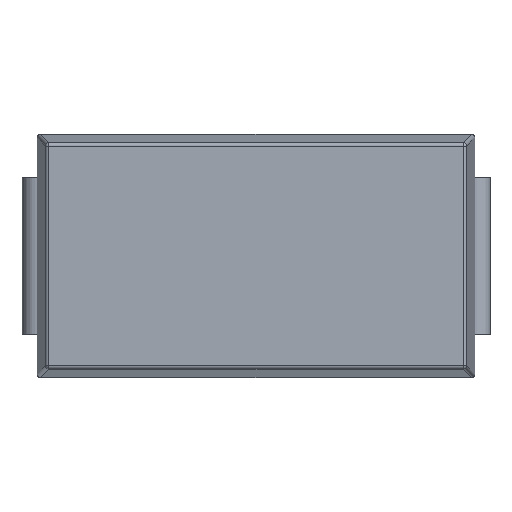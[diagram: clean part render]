
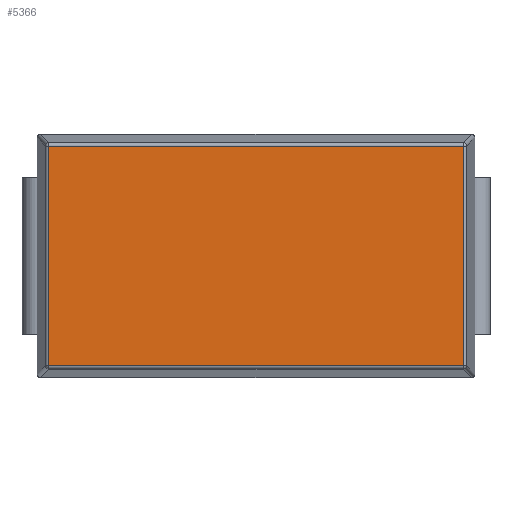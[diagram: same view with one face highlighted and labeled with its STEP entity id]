
A CAD part, top view. The second image highlights one B-rep face of the part: STEP entity #5366.
In plain terms, the highlighted planar face has unit normal (0, 0, 1).
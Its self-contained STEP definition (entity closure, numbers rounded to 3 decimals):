
#4506 = CYLINDRICAL_SURFACE('',#4507,0.05);
#4507 = AXIS2_PLACEMENT_3D('',#4508,#4509,#4510);
#4508 = CARTESIAN_POINT('',(0.123,0.169,2.5));
#4509 = DIRECTION('',(1.,0.,0.));
#4510 = DIRECTION('',(0.,-0.995,0.105));
#4789 = CYLINDRICAL_SURFACE('',#4790,0.05);
#4790 = AXIS2_PLACEMENT_3D('',#4791,#4792,#4793);
#4791 = CARTESIAN_POINT('',(0.123,3.331,2.5));
#4792 = DIRECTION('',(1.,0.,0.));
#4793 = DIRECTION('',(0.,0.995,0.105));
#4968 = VERTEX_POINT('',#4969);
#4969 = CARTESIAN_POINT('',(0.169,0.169,2.55));
#4991 = EDGE_CURVE('',#4968,#4992,#4994,.T.);
#4992 = VERTEX_POINT('',#4993);
#4993 = CARTESIAN_POINT('',(6.131,0.169,2.55));
#4994 = SURFACE_CURVE('',#4995,(#4999,#5006),.PCURVE_S1.);
#4995 = LINE('',#4996,#4997);
#4996 = CARTESIAN_POINT('',(0.123,0.169,2.55));
#4997 = VECTOR('',#4998,1.);
#4998 = DIRECTION('',(1.,0.,0.));
#4999 = PCURVE('',#4506,#5000);
#5000 = DEFINITIONAL_REPRESENTATION('',(#5001),#5005);
#5001 = LINE('',#5002,#5003);
#5002 = CARTESIAN_POINT('',(-1.466,0.));
#5003 = VECTOR('',#5004,1.);
#5004 = DIRECTION('',(0.,1.));
#5005 = ( GEOMETRIC_REPRESENTATION_CONTEXT(2) 
PARAMETRIC_REPRESENTATION_CONTEXT() REPRESENTATION_CONTEXT('2D SPACE',''
  ) );
#5006 = PCURVE('',#5007,#5012);
#5007 = PLANE('',#5008);
#5008 = AXIS2_PLACEMENT_3D('',#5009,#5010,#5011);
#5009 = CARTESIAN_POINT('',(0.,0.,2.55));
#5010 = DIRECTION('',(0.,0.,1.));
#5011 = DIRECTION('',(1.,0.,0.));
#5012 = DEFINITIONAL_REPRESENTATION('',(#5013),#5017);
#5013 = LINE('',#5014,#5015);
#5014 = CARTESIAN_POINT('',(0.123,0.169));
#5015 = VECTOR('',#5016,1.);
#5016 = DIRECTION('',(1.,0.));
#5017 = ( GEOMETRIC_REPRESENTATION_CONTEXT(2) 
PARAMETRIC_REPRESENTATION_CONTEXT() REPRESENTATION_CONTEXT('2D SPACE',''
  ) );
#5063 = CYLINDRICAL_SURFACE('',#5064,0.05);
#5064 = AXIS2_PLACEMENT_3D('',#5065,#5066,#5067);
#5065 = CARTESIAN_POINT('',(0.169,0.123,2.5));
#5066 = DIRECTION('',(0.,1.,0.));
#5067 = DIRECTION('',(-0.995,0.,0.105));
#5200 = VERTEX_POINT('',#5201);
#5201 = CARTESIAN_POINT('',(0.169,3.331,2.55));
#5223 = EDGE_CURVE('',#5200,#5224,#5226,.T.);
#5224 = VERTEX_POINT('',#5225);
#5225 = CARTESIAN_POINT('',(6.131,3.331,2.55));
#5226 = SURFACE_CURVE('',#5227,(#5231,#5238),.PCURVE_S1.);
#5227 = LINE('',#5228,#5229);
#5228 = CARTESIAN_POINT('',(0.123,3.331,2.55));
#5229 = VECTOR('',#5230,1.);
#5230 = DIRECTION('',(1.,0.,0.));
#5231 = PCURVE('',#4789,#5232);
#5232 = DEFINITIONAL_REPRESENTATION('',(#5233),#5237);
#5233 = LINE('',#5234,#5235);
#5234 = CARTESIAN_POINT('',(1.466,0.));
#5235 = VECTOR('',#5236,1.);
#5236 = DIRECTION('',(0.,1.));
#5237 = ( GEOMETRIC_REPRESENTATION_CONTEXT(2) 
PARAMETRIC_REPRESENTATION_CONTEXT() REPRESENTATION_CONTEXT('2D SPACE',''
  ) );
#5238 = PCURVE('',#5007,#5239);
#5239 = DEFINITIONAL_REPRESENTATION('',(#5240),#5244);
#5240 = LINE('',#5241,#5242);
#5241 = CARTESIAN_POINT('',(0.123,3.331));
#5242 = VECTOR('',#5243,1.);
#5243 = DIRECTION('',(1.,0.));
#5244 = ( GEOMETRIC_REPRESENTATION_CONTEXT(2) 
PARAMETRIC_REPRESENTATION_CONTEXT() REPRESENTATION_CONTEXT('2D SPACE',''
  ) );
#5288 = CYLINDRICAL_SURFACE('',#5289,0.05);
#5289 = AXIS2_PLACEMENT_3D('',#5290,#5291,#5292);
#5290 = CARTESIAN_POINT('',(6.131,0.123,2.5));
#5291 = DIRECTION('',(0.,1.,0.));
#5292 = DIRECTION('',(0.995,0.,0.105));
#5366 = ADVANCED_FACE('',(#5367),#5007,.T.);
#5367 = FACE_BOUND('',#5368,.T.);
#5368 = EDGE_LOOP('',(#5369,#5390,#5391,#5412));
#5369 = ORIENTED_EDGE('',*,*,#5370,.F.);
#5370 = EDGE_CURVE('',#4968,#5200,#5371,.T.);
#5371 = SURFACE_CURVE('',#5372,(#5376,#5383),.PCURVE_S1.);
#5372 = LINE('',#5373,#5374);
#5373 = CARTESIAN_POINT('',(0.169,0.123,2.55));
#5374 = VECTOR('',#5375,1.);
#5375 = DIRECTION('',(0.,1.,0.));
#5376 = PCURVE('',#5007,#5377);
#5377 = DEFINITIONAL_REPRESENTATION('',(#5378),#5382);
#5378 = LINE('',#5379,#5380);
#5379 = CARTESIAN_POINT('',(0.169,0.123));
#5380 = VECTOR('',#5381,1.);
#5381 = DIRECTION('',(0.,1.));
#5382 = ( GEOMETRIC_REPRESENTATION_CONTEXT(2) 
PARAMETRIC_REPRESENTATION_CONTEXT() REPRESENTATION_CONTEXT('2D SPACE',''
  ) );
#5383 = PCURVE('',#5063,#5384);
#5384 = DEFINITIONAL_REPRESENTATION('',(#5385),#5389);
#5385 = LINE('',#5386,#5387);
#5386 = CARTESIAN_POINT('',(1.466,0.));
#5387 = VECTOR('',#5388,1.);
#5388 = DIRECTION('',(0.,1.));
#5389 = ( GEOMETRIC_REPRESENTATION_CONTEXT(2) 
PARAMETRIC_REPRESENTATION_CONTEXT() REPRESENTATION_CONTEXT('2D SPACE',''
  ) );
#5390 = ORIENTED_EDGE('',*,*,#4991,.T.);
#5391 = ORIENTED_EDGE('',*,*,#5392,.T.);
#5392 = EDGE_CURVE('',#4992,#5224,#5393,.T.);
#5393 = SURFACE_CURVE('',#5394,(#5398,#5405),.PCURVE_S1.);
#5394 = LINE('',#5395,#5396);
#5395 = CARTESIAN_POINT('',(6.131,0.123,2.55));
#5396 = VECTOR('',#5397,1.);
#5397 = DIRECTION('',(0.,1.,0.));
#5398 = PCURVE('',#5007,#5399);
#5399 = DEFINITIONAL_REPRESENTATION('',(#5400),#5404);
#5400 = LINE('',#5401,#5402);
#5401 = CARTESIAN_POINT('',(6.131,0.123));
#5402 = VECTOR('',#5403,1.);
#5403 = DIRECTION('',(0.,1.));
#5404 = ( GEOMETRIC_REPRESENTATION_CONTEXT(2) 
PARAMETRIC_REPRESENTATION_CONTEXT() REPRESENTATION_CONTEXT('2D SPACE',''
  ) );
#5405 = PCURVE('',#5288,#5406);
#5406 = DEFINITIONAL_REPRESENTATION('',(#5407),#5411);
#5407 = LINE('',#5408,#5409);
#5408 = CARTESIAN_POINT('',(-1.466,0.));
#5409 = VECTOR('',#5410,1.);
#5410 = DIRECTION('',(0.,1.));
#5411 = ( GEOMETRIC_REPRESENTATION_CONTEXT(2) 
PARAMETRIC_REPRESENTATION_CONTEXT() REPRESENTATION_CONTEXT('2D SPACE',''
  ) );
#5412 = ORIENTED_EDGE('',*,*,#5223,.F.);
